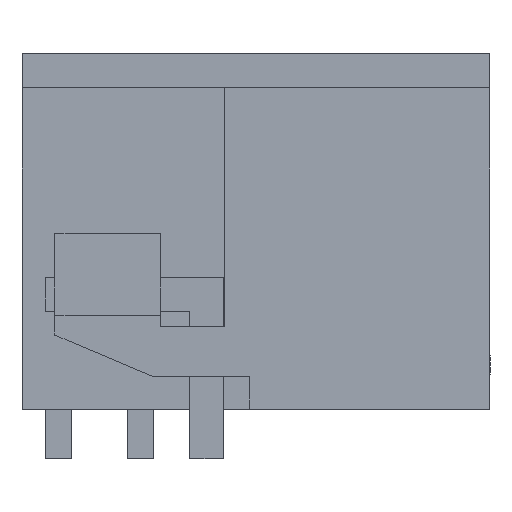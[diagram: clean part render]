
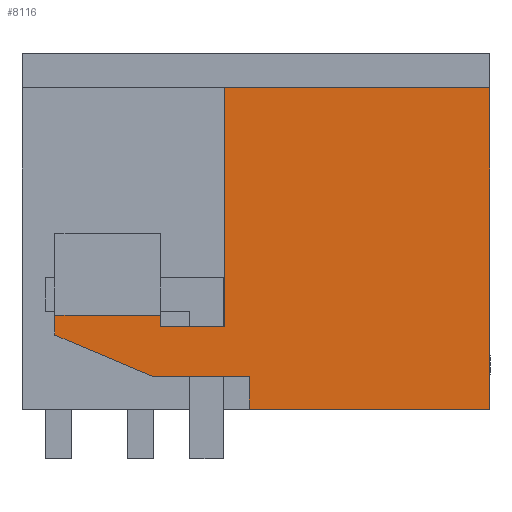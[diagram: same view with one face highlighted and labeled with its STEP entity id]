
A CAD part, left-side view. The second image highlights one B-rep face of the part: STEP entity #8116.
In plain terms, the highlighted planar face has unit normal (-1, 0, 0).
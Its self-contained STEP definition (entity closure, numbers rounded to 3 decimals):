
#8054=AXIS2_PLACEMENT_3D('Plane Axis2P3D',#8051,#8052,#8053) ;
#4606=CARTESIAN_POINT('Vertex',(0.,0.,11.25)) ;
#4609=CARTESIAN_POINT('Line Origine',(0.,0.,6.375)) ;
#4613=CARTESIAN_POINT('Vertex',(0.,0.,1.5)) ;
#7559=CARTESIAN_POINT('Line Origine',(0.,3.65,1.5)) ;
#7563=CARTESIAN_POINT('Vertex',(0.,7.3,1.5)) ;
#7704=CARTESIAN_POINT('Vertex',(0.,8.05,11.25)) ;
#7707=CARTESIAN_POINT('Line Origine',(0.,4.025,11.25)) ;
#8036=CARTESIAN_POINT('Vertex',(0.,7.3,2.497)) ;
#8039=CARTESIAN_POINT('Line Origine',(0.,7.3,1.998)) ;
#8051=CARTESIAN_POINT('Axis2P3D Location',(0.,0.,11.25)) ;
#8056=CARTESIAN_POINT('Line Origine',(0.,8.05,7.625)) ;
#8060=CARTESIAN_POINT('Vertex',(0.,8.05,4.)) ;
#8063=CARTESIAN_POINT('Line Origine',(0.,9.025,4.)) ;
#8067=CARTESIAN_POINT('Vertex',(0.,10.,4.)) ;
#8070=CARTESIAN_POINT('Line Origine',(0.,10.,4.175)) ;
#8074=CARTESIAN_POINT('Vertex',(0.,10.,4.35)) ;
#8077=CARTESIAN_POINT('Line Origine',(0.,11.6,4.35)) ;
#8081=CARTESIAN_POINT('Vertex',(0.,13.2,4.35)) ;
#8084=CARTESIAN_POINT('Line Origine',(0.,13.2,4.05)) ;
#8088=CARTESIAN_POINT('Vertex',(0.,13.2,3.75)) ;
#8091=CARTESIAN_POINT('Line Origine',(0.,11.721,3.123)) ;
#8095=CARTESIAN_POINT('Vertex',(0.,10.242,2.497)) ;
#8098=CARTESIAN_POINT('Line Origine',(0.,8.771,2.497)) ;
#4610=DIRECTION('Vector Direction',(0.,0.,-1.)) ;
#7560=DIRECTION('Vector Direction',(0.,1.,0.)) ;
#7708=DIRECTION('Vector Direction',(0.,1.,0.)) ;
#8040=DIRECTION('Vector Direction',(0.,0.,-1.)) ;
#8052=DIRECTION('Axis2P3D Direction',(1.,0.,0.)) ;
#8053=DIRECTION('Axis2P3D XDirection',(0.,0.,-1.)) ;
#8057=DIRECTION('Vector Direction',(0.,0.,1.)) ;
#8064=DIRECTION('Vector Direction',(0.,-1.,0.)) ;
#8071=DIRECTION('Vector Direction',(0.,0.,1.)) ;
#8078=DIRECTION('Vector Direction',(0.,1.,0.)) ;
#8085=DIRECTION('Vector Direction',(0.,0.,-1.)) ;
#8092=DIRECTION('Vector Direction',(0.,0.921,0.39)) ;
#8099=DIRECTION('Vector Direction',(0.,-1.,0.)) ;
#4611=VECTOR('Line Direction',#4610,1.) ;
#7561=VECTOR('Line Direction',#7560,1.) ;
#7709=VECTOR('Line Direction',#7708,1.) ;
#8041=VECTOR('Line Direction',#8040,1.) ;
#8058=VECTOR('Line Direction',#8057,1.) ;
#8065=VECTOR('Line Direction',#8064,1.) ;
#8072=VECTOR('Line Direction',#8071,1.) ;
#8079=VECTOR('Line Direction',#8078,1.) ;
#8086=VECTOR('Line Direction',#8085,1.) ;
#8093=VECTOR('Line Direction',#8092,1.) ;
#8100=VECTOR('Line Direction',#8099,1.) ;
#8104=ORIENTED_EDGE('',*,*,#8062,.F.) ;
#8105=ORIENTED_EDGE('',*,*,#8069,.F.) ;
#8106=ORIENTED_EDGE('',*,*,#8076,.F.) ;
#8107=ORIENTED_EDGE('',*,*,#8083,.F.) ;
#8108=ORIENTED_EDGE('',*,*,#8090,.F.) ;
#8109=ORIENTED_EDGE('',*,*,#8097,.F.) ;
#8110=ORIENTED_EDGE('',*,*,#8102,.F.) ;
#8111=ORIENTED_EDGE('',*,*,#8043,.F.) ;
#8112=ORIENTED_EDGE('',*,*,#7565,.F.) ;
#8113=ORIENTED_EDGE('',*,*,#4615,.F.) ;
#8114=ORIENTED_EDGE('',*,*,#7711,.T.) ;
#8116=ADVANCED_FACE('HOUSING',(#8115),#8055,.F.) ;
#4615=EDGE_CURVE('',#4607,#4614,#4612,.T.) ;
#7565=EDGE_CURVE('',#4614,#7564,#7562,.T.) ;
#7711=EDGE_CURVE('',#4607,#7705,#7710,.T.) ;
#8043=EDGE_CURVE('',#7564,#8037,#8042,.F.) ;
#8062=EDGE_CURVE('',#8061,#7705,#8059,.T.) ;
#8069=EDGE_CURVE('',#8068,#8061,#8066,.T.) ;
#8076=EDGE_CURVE('',#8075,#8068,#8073,.F.) ;
#8083=EDGE_CURVE('',#8082,#8075,#8080,.F.) ;
#8090=EDGE_CURVE('',#8089,#8082,#8087,.F.) ;
#8097=EDGE_CURVE('',#8096,#8089,#8094,.T.) ;
#8102=EDGE_CURVE('',#8037,#8096,#8101,.F.) ;
#8103=EDGE_LOOP('',(#8104,#8105,#8106,#8107,#8108,#8109,#8110,#8111,#8112,#8113,#8114)) ;
#8115=FACE_OUTER_BOUND('',#8103,.T.) ;
#4612=LINE('Line',#4609,#4611) ;
#7562=LINE('Line',#7559,#7561) ;
#7710=LINE('Line',#7707,#7709) ;
#8042=LINE('Line',#8039,#8041) ;
#8059=LINE('Line',#8056,#8058) ;
#8066=LINE('Line',#8063,#8065) ;
#8073=LINE('Line',#8070,#8072) ;
#8080=LINE('Line',#8077,#8079) ;
#8087=LINE('Line',#8084,#8086) ;
#8094=LINE('Line',#8091,#8093) ;
#8101=LINE('Line',#8098,#8100) ;
#8055=PLANE('',#8054) ;
#4607=VERTEX_POINT('',#4606) ;
#4614=VERTEX_POINT('',#4613) ;
#7564=VERTEX_POINT('',#7563) ;
#7705=VERTEX_POINT('',#7704) ;
#8037=VERTEX_POINT('',#8036) ;
#8061=VERTEX_POINT('',#8060) ;
#8068=VERTEX_POINT('',#8067) ;
#8075=VERTEX_POINT('',#8074) ;
#8082=VERTEX_POINT('',#8081) ;
#8089=VERTEX_POINT('',#8088) ;
#8096=VERTEX_POINT('',#8095) ;
